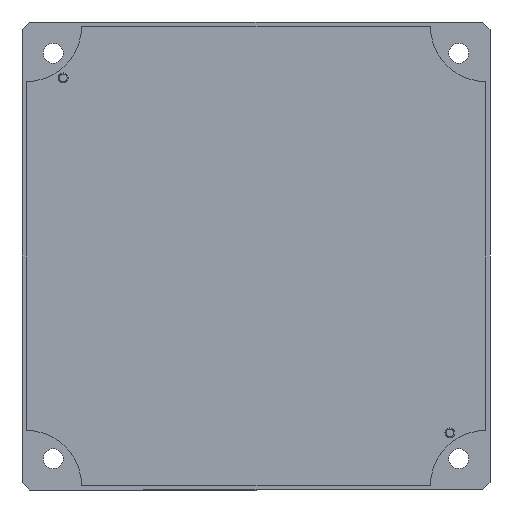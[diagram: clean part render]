
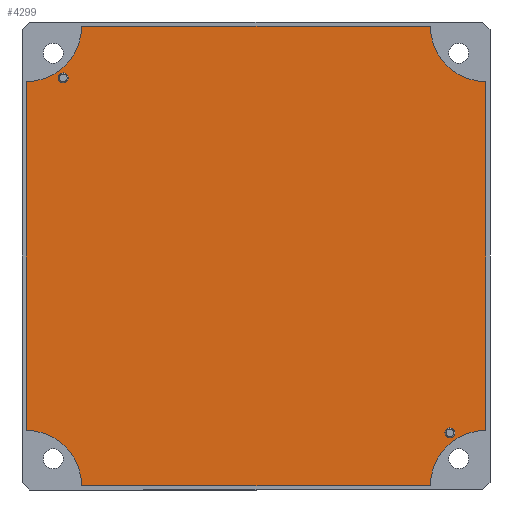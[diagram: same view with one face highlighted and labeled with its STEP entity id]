
A CAD part, front view. The second image highlights one B-rep face of the part: STEP entity #4299.
In plain terms, the highlighted planar face has unit normal (0, -1, 0).
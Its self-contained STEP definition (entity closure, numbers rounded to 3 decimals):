
#124 = DIRECTION ( 'NONE',  ( 1., 0., 0. ) ) ;
#130 = DIRECTION ( 'NONE',  ( 0., 1., 0. ) ) ;
#289 = LINE ( 'NONE', #4315, #9453 ) ;
#399 = DIRECTION ( 'NONE',  ( 1., 0., 0. ) ) ;
#747 = CARTESIAN_POINT ( 'NONE',  ( -36.855, -0.279, 41.377 ) ) ;
#867 = VERTEX_POINT ( 'NONE', #3519 ) ;
#881 = VERTEX_POINT ( 'NONE', #4474 ) ;
#927 = EDGE_CURVE ( 'NONE', #3402, #2398, #5712, .T. ) ;
#942 = DIRECTION ( 'NONE',  ( 1., 0., 0. ) ) ;
#1010 = CARTESIAN_POINT ( 'NONE',  ( 36.805, -0.279, -23.393 ) ) ;
#1059 = DIRECTION ( 'NONE',  ( 0., 0., 1. ) ) ;
#1086 = LINE ( 'NONE', #6593, #2380 ) ;
#1250 = VECTOR ( 'NONE', #1059, 1000. ) ;
#1260 = AXIS2_PLACEMENT_3D ( 'NONE', #1667, #6245, #942 ) ;
#1379 = EDGE_CURVE ( 'NONE', #5102, #4459, #1920, .T. ) ;
#1487 = VERTEX_POINT ( 'NONE', #1532 ) ;
#1523 = FACE_OUTER_BOUND ( 'NONE', #6738, .T. ) ;
#1532 = CARTESIAN_POINT ( 'NONE',  ( -36.855, -0.279, 32.487 ) ) ;
#1667 = CARTESIAN_POINT ( 'NONE',  ( 36.805, -0.279, 41.377 ) ) ;
#1759 = DIRECTION ( 'NONE',  ( 0., -1., 0. ) ) ;
#1829 = EDGE_CURVE ( 'NONE', #1913, #3248, #6823, .T. ) ;
#1894 = AXIS2_PLACEMENT_3D ( 'NONE', #5628, #1759, #3084 ) ;
#1913 = VERTEX_POINT ( 'NONE', #3103 ) ;
#1920 = CIRCLE ( 'NONE', #6632, 0.794 ) ;
#2024 = AXIS2_PLACEMENT_3D ( 'NONE', #4277, #7385, #399 ) ;
#2176 = VERTEX_POINT ( 'NONE', #7613 ) ;
#2180 = CIRCLE ( 'NONE', #2024, 8.89 ) ;
#2206 = CARTESIAN_POINT ( 'NONE',  ( -30.924, -0.279, 33.084 ) ) ;
#2349 = ORIENTED_EDGE ( 'NONE', *, *, #1829, .T. ) ;
#2380 = VECTOR ( 'NONE', #4195, 1000. ) ;
#2398 = VERTEX_POINT ( 'NONE', #9715 ) ;
#2410 = CIRCLE ( 'NONE', #1260, 8.89 ) ;
#2445 = CIRCLE ( 'NONE', #8135, 8.89 ) ;
#2475 = EDGE_CURVE ( 'NONE', #6838, #2176, #2445, .T. ) ;
#2498 = FACE_BOUND ( 'NONE', #8976, .T. ) ;
#2535 = CARTESIAN_POINT ( 'NONE',  ( -36.855, -0.279, -32.283 ) ) ;
#2568 = ORIENTED_EDGE ( 'NONE', *, *, #5300, .F. ) ;
#2649 = AXIS2_PLACEMENT_3D ( 'NONE', #747, #5033, #8045 ) ;
#2822 = CIRCLE ( 'NONE', #4426, 0.794 ) ;
#2957 = DIRECTION ( 'NONE',  ( -1., 0., 0. ) ) ;
#2999 = EDGE_CURVE ( 'NONE', #881, #3402, #6673, .T. ) ;
#3084 = DIRECTION ( 'NONE',  ( 1., 0., 0. ) ) ;
#3103 = CARTESIAN_POINT ( 'NONE',  ( 27.915, -0.279, 41.377 ) ) ;
#3144 = ORIENTED_EDGE ( 'NONE', *, *, #10099, .T. ) ;
#3248 = VERTEX_POINT ( 'NONE', #7330 ) ;
#3258 = CARTESIAN_POINT ( 'NONE',  ( -30.924, -0.279, 33.084 ) ) ;
#3402 = VERTEX_POINT ( 'NONE', #5380 ) ;
#3519 = CARTESIAN_POINT ( 'NONE',  ( 30.258, -0.279, -23.812 ) ) ;
#4004 = EDGE_CURVE ( 'NONE', #3248, #1487, #2180, .T. ) ;
#4081 = ORIENTED_EDGE ( 'NONE', *, *, #1379, .T. ) ;
#4195 = DIRECTION ( 'NONE',  ( 1., 0., 0. ) ) ;
#4229 = ORIENTED_EDGE ( 'NONE', *, *, #2475, .T. ) ;
#4277 = CARTESIAN_POINT ( 'NONE',  ( -36.855, -0.279, 41.377 ) ) ;
#4299 = ADVANCED_FACE ( 'NONE', ( #2498, #8494, #1523 ), #5595, .T. ) ;
#4315 = CARTESIAN_POINT ( 'NONE',  ( -36.855, -0.279, 32.487 ) ) ;
#4426 = AXIS2_PLACEMENT_3D ( 'NONE', #9910, #7351, #5835 ) ;
#4459 = VERTEX_POINT ( 'NONE', #6047 ) ;
#4474 = CARTESIAN_POINT ( 'NONE',  ( 27.915, -0.279, -32.283 ) ) ;
#4619 = CARTESIAN_POINT ( 'NONE',  ( 36.805, -0.279, -32.283 ) ) ;
#4983 = DIRECTION ( 'NONE',  ( 0., 0., -1. ) ) ;
#5033 = DIRECTION ( 'NONE',  ( 0., -1., 0. ) ) ;
#5102 = VERTEX_POINT ( 'NONE', #8882 ) ;
#5300 = EDGE_CURVE ( 'NONE', #867, #6521, #2822, .T. ) ;
#5380 = CARTESIAN_POINT ( 'NONE',  ( 36.805, -0.279, -23.393 ) ) ;
#5595 = PLANE ( 'NONE',  #2649 ) ;
#5628 = CARTESIAN_POINT ( 'NONE',  ( 31.052, -0.279, -23.812 ) ) ;
#5672 = VECTOR ( 'NONE', #2957, 1000. ) ;
#5712 = LINE ( 'NONE', #1010, #1250 ) ;
#5758 = EDGE_CURVE ( 'NONE', #2398, #1913, #2410, .T. ) ;
#5835 = DIRECTION ( 'NONE',  ( 1., 0., 0. ) ) ;
#5840 = ORIENTED_EDGE ( 'NONE', *, *, #5758, .T. ) ;
#6047 = CARTESIAN_POINT ( 'NONE',  ( -30.131, -0.279, 33.084 ) ) ;
#6245 = DIRECTION ( 'NONE',  ( 0., 1., 0. ) ) ;
#6267 = CIRCLE ( 'NONE', #1894, 0.794 ) ;
#6283 = ORIENTED_EDGE ( 'NONE', *, *, #4004, .T. ) ;
#6341 = AXIS2_PLACEMENT_3D ( 'NONE', #4619, #10040, #124 ) ;
#6392 = DIRECTION ( 'NONE',  ( 0., 1., 0. ) ) ;
#6402 = EDGE_LOOP ( 'NONE', ( #4081, #9583 ) ) ;
#6425 = ORIENTED_EDGE ( 'NONE', *, *, #8009, .T. ) ;
#6521 = VERTEX_POINT ( 'NONE', #9138 ) ;
#6572 = ORIENTED_EDGE ( 'NONE', *, *, #9968, .F. ) ;
#6591 = ORIENTED_EDGE ( 'NONE', *, *, #927, .T. ) ;
#6593 = CARTESIAN_POINT ( 'NONE',  ( -27.965, -0.279, -32.283 ) ) ;
#6632 = AXIS2_PLACEMENT_3D ( 'NONE', #2206, #9854, #9131 ) ;
#6673 = CIRCLE ( 'NONE', #6341, 8.89 ) ;
#6688 = AXIS2_PLACEMENT_3D ( 'NONE', #3258, #130, #9532 ) ;
#6738 = EDGE_LOOP ( 'NONE', ( #6283, #6425, #4229, #3144, #9354, #6591, #5840, #2349 ) ) ;
#6823 = LINE ( 'NONE', #9019, #5672 ) ;
#6838 = VERTEX_POINT ( 'NONE', #7753 ) ;
#7168 = CIRCLE ( 'NONE', #6688, 0.794 ) ;
#7330 = CARTESIAN_POINT ( 'NONE',  ( -27.965, -0.279, 41.377 ) ) ;
#7351 = DIRECTION ( 'NONE',  ( 0., -1., 0. ) ) ;
#7385 = DIRECTION ( 'NONE',  ( 0., 1., 0. ) ) ;
#7613 = CARTESIAN_POINT ( 'NONE',  ( -27.965, -0.279, -32.283 ) ) ;
#7753 = CARTESIAN_POINT ( 'NONE',  ( -36.855, -0.279, -23.393 ) ) ;
#7857 = EDGE_CURVE ( 'NONE', #4459, #5102, #7168, .T. ) ;
#8009 = EDGE_CURVE ( 'NONE', #1487, #6838, #289, .T. ) ;
#8045 = DIRECTION ( 'NONE',  ( 1., 0., 0. ) ) ;
#8081 = DIRECTION ( 'NONE',  ( 1., 0., 0. ) ) ;
#8135 = AXIS2_PLACEMENT_3D ( 'NONE', #2535, #6392, #8081 ) ;
#8494 = FACE_BOUND ( 'NONE', #6402, .T. ) ;
#8882 = CARTESIAN_POINT ( 'NONE',  ( -31.718, -0.279, 33.084 ) ) ;
#8976 = EDGE_LOOP ( 'NONE', ( #2568, #6572 ) ) ;
#9019 = CARTESIAN_POINT ( 'NONE',  ( 27.915, -0.279, 41.377 ) ) ;
#9131 = DIRECTION ( 'NONE',  ( 1., 0., 0. ) ) ;
#9138 = CARTESIAN_POINT ( 'NONE',  ( 31.845, -0.279, -23.812 ) ) ;
#9354 = ORIENTED_EDGE ( 'NONE', *, *, #2999, .T. ) ;
#9453 = VECTOR ( 'NONE', #4983, 1000. ) ;
#9532 = DIRECTION ( 'NONE',  ( 1., 0., 0. ) ) ;
#9583 = ORIENTED_EDGE ( 'NONE', *, *, #7857, .T. ) ;
#9715 = CARTESIAN_POINT ( 'NONE',  ( 36.805, -0.279, 32.487 ) ) ;
#9854 = DIRECTION ( 'NONE',  ( 0., 1., 0. ) ) ;
#9910 = CARTESIAN_POINT ( 'NONE',  ( 31.052, -0.279, -23.812 ) ) ;
#9968 = EDGE_CURVE ( 'NONE', #6521, #867, #6267, .T. ) ;
#10040 = DIRECTION ( 'NONE',  ( 0., 1., 0. ) ) ;
#10099 = EDGE_CURVE ( 'NONE', #2176, #881, #1086, .T. ) ;
